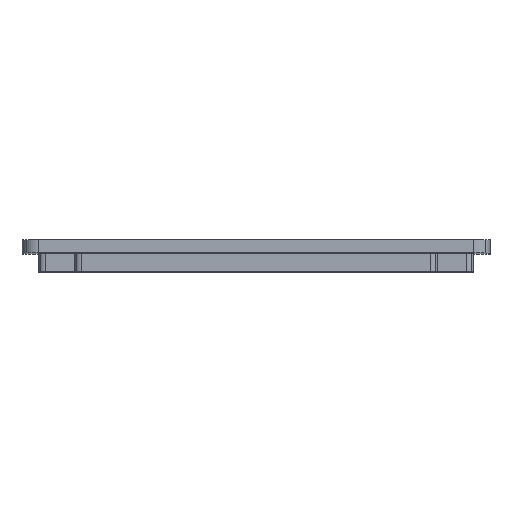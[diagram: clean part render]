
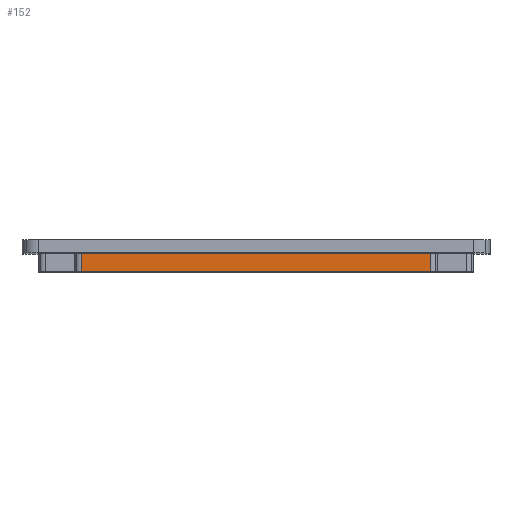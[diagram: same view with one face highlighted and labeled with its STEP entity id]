
A CAD part, top view. The second image highlights one B-rep face of the part: STEP entity #152.
In plain terms, the highlighted planar face has unit normal (0, 0, 1).
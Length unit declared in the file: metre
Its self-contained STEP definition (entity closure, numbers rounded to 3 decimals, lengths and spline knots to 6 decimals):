
#152=ADVANCED_FACE('0:188',(#387),#388,.F.);
#387=FACE_OUTER_BOUND('',#637,.T.);
#388=PLANE('',#638);
#637=EDGE_LOOP('',(#1561,#1562,#1563,#1564));
#638=AXIS2_PLACEMENT_3D('',#1565,#1566,#1567);
#1561=ORIENTED_EDGE('',*,*,#1991,.F.);
#1562=ORIENTED_EDGE('',*,*,#1856,.F.);
#1563=ORIENTED_EDGE('',*,*,#1696,.F.);
#1564=ORIENTED_EDGE('',*,*,#1958,.T.);
#1565=CARTESIAN_POINT('',(0.008,-0.0005,0.0795));
#1566=DIRECTION('',(0.0,0.0,-1.0));
#1567=DIRECTION('',(-1.0,0.0,0.0));
#1696=EDGE_CURVE('0:776',#2045,#2047,#2048,.T.);
#1856=EDGE_CURVE('0:623',#2047,#2342,#2343,.F.);
#1958=EDGE_CURVE('0:386',#2045,#2490,#2492,.T.);
#1991=EDGE_CURVE('0:767',#2342,#2490,#2529,.T.);
#2045=VERTEX_POINT('',#2596);
#2047=VERTEX_POINT('',#2598);
#2048=LINE('',#2599,#2600);
#2342=VERTEX_POINT('',#2971);
#2343=LINE('',#2972,#2973);
#2490=VERTEX_POINT('',#3165);
#2492=LINE('',#3167,#3168);
#2529=LINE('',#3230,#3231);
#2596=CARTESIAN_POINT('',(0.061,0.,0.0795));
#2598=CARTESIAN_POINT('',(0.061,-0.0055,0.0795));
#2599=CARTESIAN_POINT('',(0.061,-0.0015,0.0795));
#2600=VECTOR('',#3288,1.0);
#2971=CARTESIAN_POINT('',(-0.045,-0.0055,0.0795));
#2972=CARTESIAN_POINT('',(0.0015,-0.0055,0.0795));
#2973=VECTOR('',#3612,1.0);
#3165=CARTESIAN_POINT('',(-0.045,0.,0.0795));
#3167=CARTESIAN_POINT('',(0.0015,0.,0.0795));
#3168=VECTOR('',#3826,1.0);
#3230=CARTESIAN_POINT('',(-0.045,-0.0015,0.0795));
#3231=VECTOR('',#3873,1.0);
#3288=DIRECTION('',(0.0,-1.0,0.0));
#3612=DIRECTION('',(1.0,0.0,0.0));
#3826=DIRECTION('',(-1.0,0.0,0.0));
#3873=DIRECTION('',(0.0,1.0,0.0));
